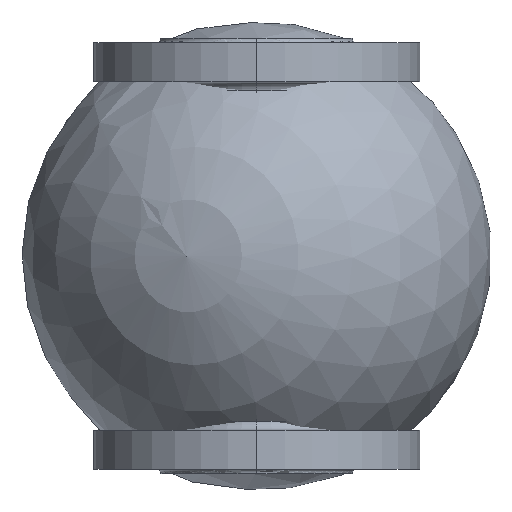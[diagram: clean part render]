
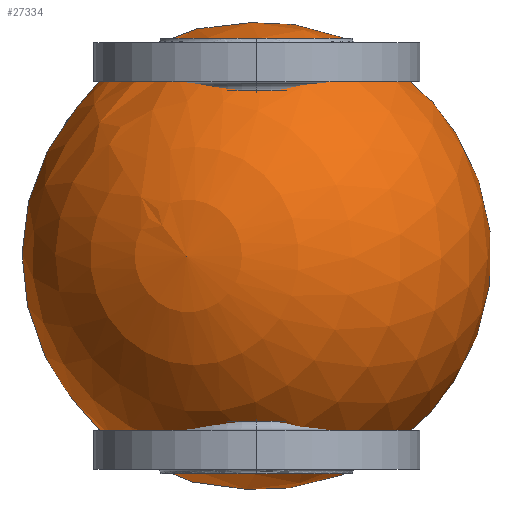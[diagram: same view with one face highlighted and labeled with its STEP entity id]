
A CAD part, left-side view. The second image highlights one B-rep face of the part: STEP entity #27334.
In plain terms, the highlighted spherical face has radius 108 mm.
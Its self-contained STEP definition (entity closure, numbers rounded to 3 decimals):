
#11351=CARTESIAN_POINT('',(20.041,-32.013,
-4.667));
#11352=CARTESIAN_POINT('',(20.045,-32.004,
-4.646));
#11353=CARTESIAN_POINT('',(20.053,-31.984,
-4.602));
#11354=CARTESIAN_POINT('',(20.067,-31.948,
-4.532));
#11355=CARTESIAN_POINT('',(20.082,-31.91,
-4.458));
#11356=CARTESIAN_POINT('',(20.098,-31.871,
-4.378));
#11357=CARTESIAN_POINT('',(20.112,-31.835,
-4.288));
#11358=CARTESIAN_POINT('',(20.124,-31.811,
-4.184));
#11359=CARTESIAN_POINT('',(20.132,-31.801,
-4.066));
#11360=CARTESIAN_POINT('',(20.136,-31.804,
-3.94));
#11361=CARTESIAN_POINT('',(20.136,-31.817,
-3.813));
#11362=CARTESIAN_POINT('',(20.134,-31.839,
-3.685));
#11363=CARTESIAN_POINT('',(20.13,-31.869,
-3.559));
#11364=CARTESIAN_POINT('',(20.122,-31.906,
-3.431));
#11365=CARTESIAN_POINT('',(20.112,-31.955,
-3.298));
#11366=CARTESIAN_POINT('',(20.096,-32.021,
-3.159));
#11367=CARTESIAN_POINT('',(20.072,-32.11,
-3.012));
#11368=CARTESIAN_POINT('',(20.052,-32.185,
-2.91));
#11369=CARTESIAN_POINT('',(20.041,-32.225,
-2.856));
#11371=CARTESIAN_POINT('',(20.041,0.,0.));
#11372=DIRECTION('',(1.,0.,0.));
#11373=DIRECTION('',(0.,-0.996,-0.088));
#11374=AXIS2_PLACEMENT_3D('',#11371,#11372,#11373);
#11474=CARTESIAN_POINT('',(20.041,-32.013,
-4.667));
#14817=VERTEX_POINT('',#11474);
#14818=CARTESIAN_POINT('',(20.041,-32.225,
-2.856));
#14819=VERTEX_POINT('',#14818);
#27325=CARTESIAN_POINT('',(-83.,0.,0.));
#27326=DIRECTION('',(0.954,-0.3,0.));
#27327=DIRECTION('',(-0.3,-0.954,0.));
#27328=AXIS2_PLACEMENT_3D('',#27325,#27326,#27327);
#27329=SPHERICAL_SURFACE('',#27328,108.);
#27330=ORIENTED_EDGE('',*,*,#26819,.T.);
#27331=ORIENTED_EDGE('',*,*,#21449,.T.);
#27332=EDGE_LOOP('',(#27330,#27331));
#27333=FACE_OUTER_BOUND('',#27332,.F.);
#27334=ADVANCED_FACE('',(#27333),#27329,.T.);
#11370=B_SPLINE_CURVE_WITH_KNOTS('',3,(#11351,#11352,#11353,#11354,#11355,
#11356,#11357,#11358,#11359,#11360,#11361,#11362,#11363,#11364,#11365,#11366,
#11367,#11368,#11369),.UNSPECIFIED.,.F.,.F.,(4,1,1,1,1,1,1,1,1,1,1,1,1,1,1,1,4),
(0.,0.063,0.125,0.188,0.25,0.313,0.375,0.438,0.5,0.563,
0.625,0.688,0.75,0.813,0.875,0.938,1.),.UNSPECIFIED.);
#11375=CIRCLE('',#11374,32.351);
#21449=EDGE_CURVE('',#14819,#14817,#11375,.T.);
#26819=EDGE_CURVE('',#14817,#14819,#11370,.T.);
